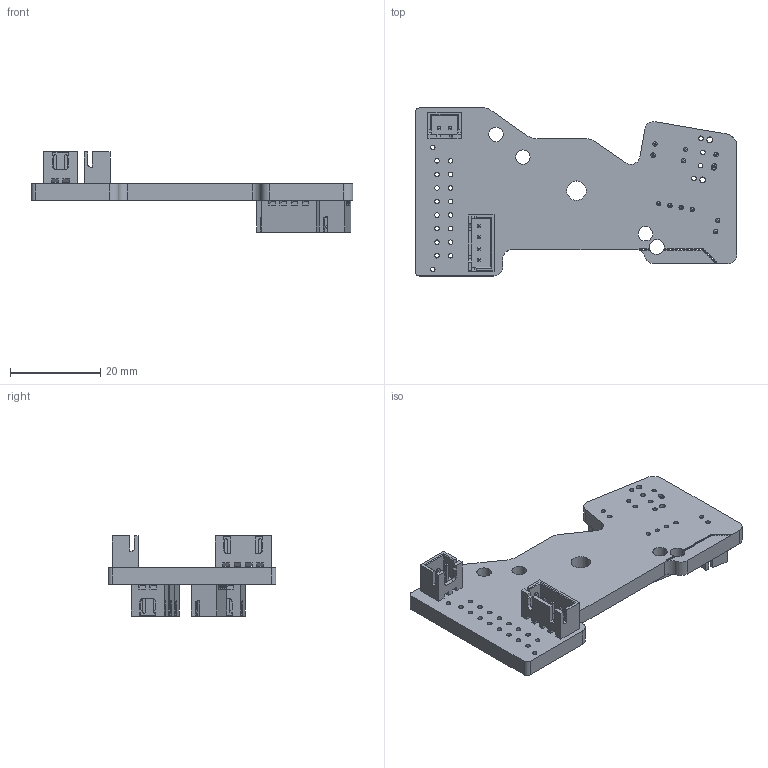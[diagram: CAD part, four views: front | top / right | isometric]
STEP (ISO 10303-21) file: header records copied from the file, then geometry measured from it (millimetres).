
FILE_DESCRIPTION(('KiCad electronic assembly'),'2;1');
FILE_NAME('k3rabiner-b_0_1.step','2023-01-22T14:43:06',('Pcbnew'),( 'Kicad'),'Open CASCADE STEP processor 7.6','KiCad to STEP converter' ,'Unknown');
FILE_SCHEMA(('AUTOMOTIVE_DESIGN { 1 0 10303 214 1 1 1 1 }'));
Length unit declared in the file: millimetre
Products named in the file (6): k3rabiner-b_0_1 1; JST_XH_B4B-XH-A_1x04_P2.50mm_Vertical; SOLID; JST_XH_B2B-XH-A_1x02_P2.50mm_Vertical; k3rabiner PCB
Assembly tree (10 placements, depth 3):
  k3rabiner-b_0_1 1
    JST_XH_B4B-XH-A_1x04_P2.50mm_Vertical  x2
      SOLID
    JST_XH_B2B-XH-A_1x02_P2.50mm_Vertical  x5
      SOLID
    k3rabiner PCB
Bounding box: 71.2 x 37.19 x 17.76 mm (x, y, z)
Volume: 8560 mm3; surface area: 8853.1 mm2
Topology: 8 solids, 8 shells, 835 faces, 2251 edges, 1466 vertices
Faces by surface type: bspline 727, cylinder 91, plane 15, extrusion 2
Full cylindrical faces by diameter (mm): 0.4 x26, 0.95 x8, 1 x30, 1.27 x2, 3.2 x3, 4.3 x1
Entity records: 23551 total; most frequent: CARTESIAN_POINT 7479, ORIENTED_EDGE 1856, PCURVE 1856, DEFINITIONAL_REPRESENTATION 1856, B_SPLINE_CURVE_WITH_KNOTS 1802, DIRECTION 1188, EDGE_CURVE 928, SURFACE_CURVE 858
